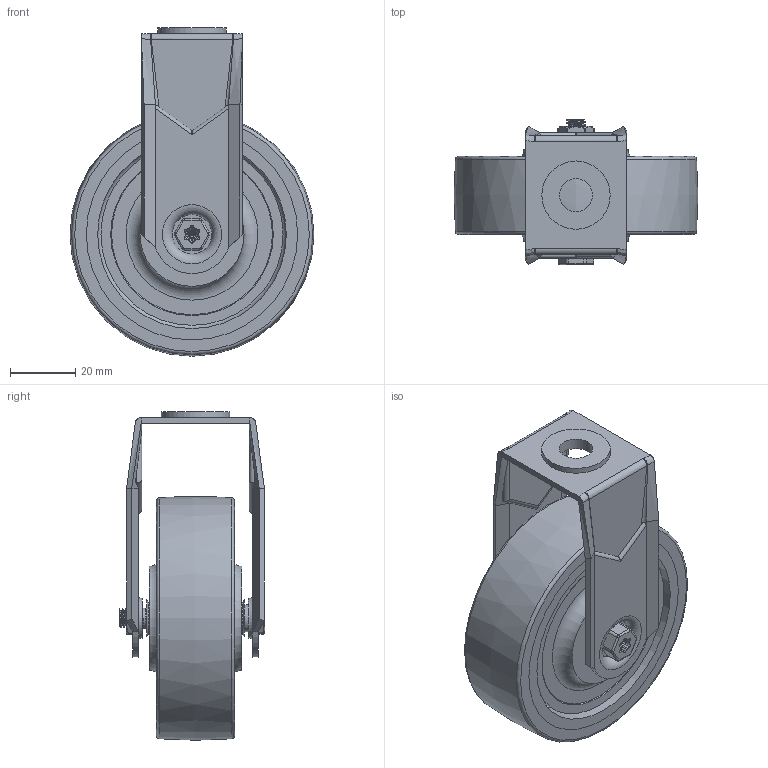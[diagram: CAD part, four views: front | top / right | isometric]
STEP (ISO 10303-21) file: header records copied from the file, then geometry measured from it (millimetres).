
FILE_DESCRIPTION(/* description */ ('','CAx-IF Rec.Pracs.---Representation and Presentation of Product Manufacturing Information (PMI)---4.0---2014-10-13'),/* implementation_level */ '2;1');
FILE_NAME(/* name */ 'BZRAF75VGRBJBH10.step',/* time_stamp */ '2025-03-06T08:53:24Z',/* author */ (''),/* organization */ (''),/* preprocessor_version */ 'ST-DEVELOPER v20',/* originating_system */ 'Autodesk Translation Framework v13.20.0.188',/* authorisation */ '');
FILE_SCHEMA (('AP242_MANAGED_MODEL_BASED_3D_ENGINEERING_MIM_LF { 1 0 10303 442 1 1 4 }'));
Length unit declared in the file: millimetre
Products named in the file (18): BZRAF75VGRBJBH10; BZRAF75ASBH10 v1; ZINC PLATED PRESSED STEEL FORKS; BZL75WVGRBJM6 v1; BEARING608RS; BALL BEARINGS; Component2; OUTTER; INNER; MIDDLE; RUBBER; THERMMOPLASTIC RUBBER TYRE; POLYPROPYLENE RIM; CAP; BOLTBZRA6MM v2; ZINC PLATED AXLE BOLT; NM6GR8HALFGR8 v1; ZINC PLATED LOCKING NUT
Assembly tree (23 placements, depth 5):
  BZRAF75VGRBJBH10
    BZRAF75ASBH10 v1
      ZINC PLATED PRESSED STEEL FORKS
    BZL75WVGRBJM6 v1
      BEARING608RS
        BALL BEARINGS
          Component2  x6
        OUTTER
        INNER
        MIDDLE
        RUBBER
      THERMMOPLASTIC RUBBER TYRE
      POLYPROPYLENE RIM
      CAP  x2
    BOLTBZRA6MM v2
      ZINC PLATED AXLE BOLT
    NM6GR8HALFGR8 v1
      ZINC PLATED LOCKING NUT
Bounding box: 75 x 44.75 x 101 mm (x, y, z)
Volume: 81221.9 mm3; surface area: 59561.5 mm2
Topology: 18 solids, 18 shells, 403 faces, 958 edges, 609 vertices
Faces by surface type: cylinder 133, plane 124, bspline 65, torus 41, sphere 24, cone 16
Full cylindrical faces by diameter (mm): 4.744 x2, 5.884 x4, 6 x2, 6.2 x3, 8 x4, 8.2 x1, 9.875 x1, 10 x2, 10.198 x1, 10.55 x4, 11.2 x2, 11.6 x2, 12.738 x1, 14 x2, 16 x2, 18.3 x2, 18.317 x1, 18.7 x2, 19.2 x4, 19.875 x1, 21 x1, 22 x2, 30.75 x2, 52 x2, 56 x2, 58 x2, 65 x2
Entity records: 28545 total; most frequent: CARTESIAN_POINT 19361, DIRECTION 1823, ORIENTED_EDGE 1810, EDGE_CURVE 905, AXIS2_PLACEMENT_3D 782, VERTEX_POINT 579, EDGE_LOOP 442, CIRCLE 389
